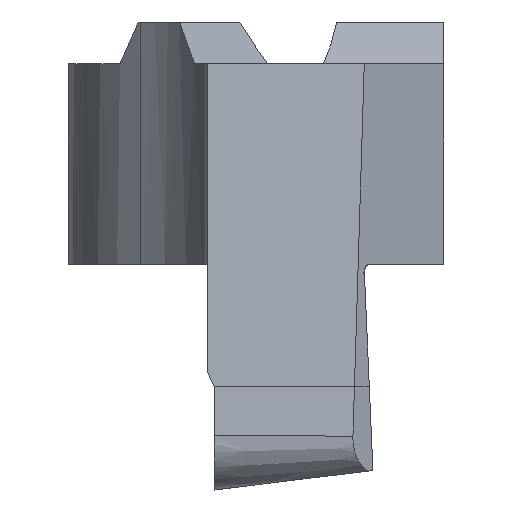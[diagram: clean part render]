
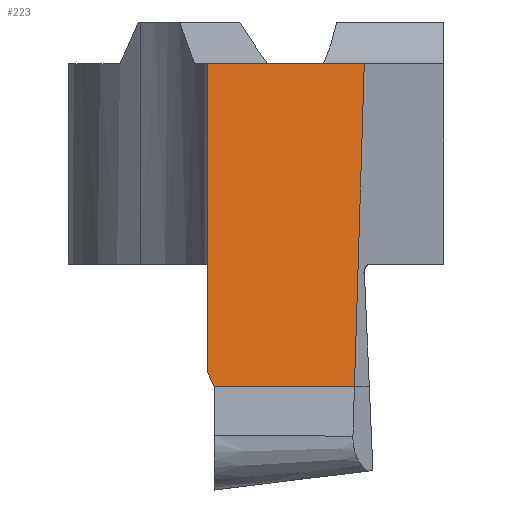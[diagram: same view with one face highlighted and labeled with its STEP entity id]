
A CAD part, left-side view. The second image highlights one B-rep face of the part: STEP entity #223.
In plain terms, the highlighted planar face has unit normal (-0.994, -0.104, 0.043).
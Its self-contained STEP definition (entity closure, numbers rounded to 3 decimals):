
#61=PLANE('',#920);
#96=LINE('',#1298,#150);
#101=LINE('',#1312,#155);
#108=LINE('',#1348,#162);
#109=LINE('',#1350,#163);
#127=LINE('',#1449,#181);
#150=VECTOR('',#1008,1.);
#155=VECTOR('',#1015,1.);
#162=VECTOR('',#1024,1.);
#163=VECTOR('',#1027,1.);
#181=VECTOR('',#1107,1.);
#223=ADVANCED_FACE('',(#271),#61,.T.);
#271=FACE_OUTER_BOUND('',#317,.T.);
#317=EDGE_LOOP('',(#533,#534,#535,#536,#537));
#533=ORIENTED_EDGE('',*,*,#767,.T.);
#534=ORIENTED_EDGE('',*,*,#719,.T.);
#535=ORIENTED_EDGE('',*,*,#729,.T.);
#536=ORIENTED_EDGE('',*,*,#713,.T.);
#537=ORIENTED_EDGE('',*,*,#728,.T.);
#631=VERTEX_POINT('',#1299);
#632=VERTEX_POINT('',#1300);
#635=VERTEX_POINT('',#1313);
#636=VERTEX_POINT('',#1314);
#642=VERTEX_POINT('',#1347);
#713=EDGE_CURVE('',#631,#632,#96,.T.);
#719=EDGE_CURVE('',#635,#636,#101,.T.);
#728=EDGE_CURVE('',#632,#642,#108,.T.);
#729=EDGE_CURVE('',#636,#631,#109,.T.);
#767=EDGE_CURVE('',#642,#635,#127,.T.);
#920=AXIS2_PLACEMENT_3D('',#1450,#1108,#1109);
#1008=DIRECTION('',(-0.044,0.,-0.999));
#1015=DIRECTION('',(0.047,-0.03,0.998));
#1024=DIRECTION('',(0.003,-0.405,-0.914));
#1027=DIRECTION('',(-0.105,0.995,0.));
#1107=DIRECTION('',(0.105,-0.995,0.));
#1108=DIRECTION('',(-0.994,-0.105,0.043));
#1109=DIRECTION('',(-0.105,0.995,0.));
#1298=CARTESIAN_POINT('',(-8.085,1.15,0.847));
#1299=CARTESIAN_POINT('',(-8.126,1.15,-0.1));
#1300=CARTESIAN_POINT('',(-8.448,1.15,-7.481));
#1312=CARTESIAN_POINT('',(-7.676,-2.632,1.092));
#1313=CARTESIAN_POINT('',(-8.094,-2.361,-7.819));
#1314=CARTESIAN_POINT('',(-7.732,-2.596,-0.1));
#1347=CARTESIAN_POINT('',(-8.447,1.,-7.819));
#1348=CARTESIAN_POINT('',(-8.451,1.507,-6.674));
#1350=CARTESIAN_POINT('',(-8.143,1.307,-0.1));
#1449=CARTESIAN_POINT('',(-8.448,1.001,-7.819));
#1450=CARTESIAN_POINT('',(-8.46,1.,-8.105));
